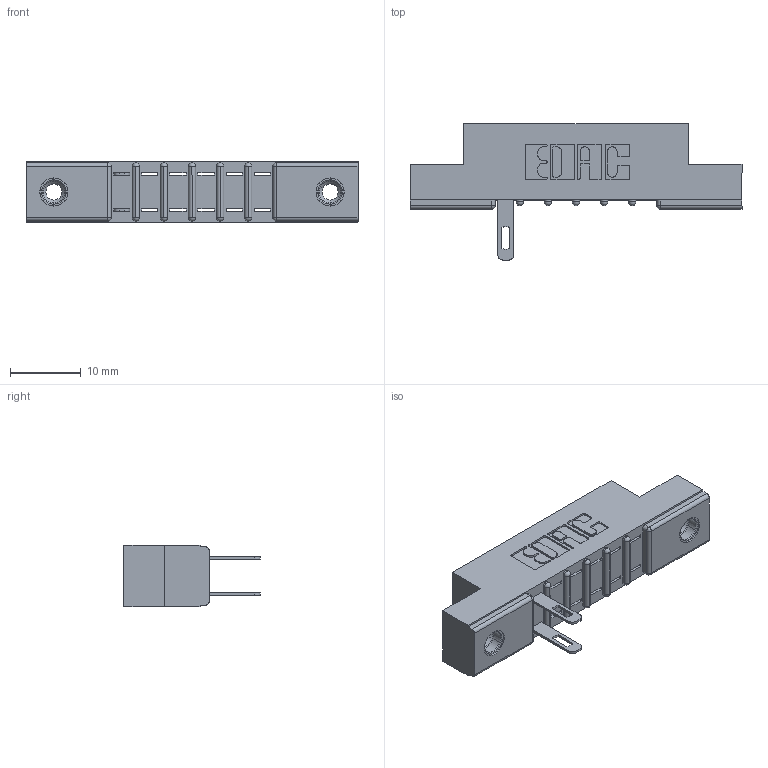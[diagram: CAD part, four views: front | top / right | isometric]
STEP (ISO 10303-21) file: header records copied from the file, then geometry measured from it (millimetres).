
FILE_DESCRIPTION (( 'STEP AP203' ), '1' );
FILE_NAME ('357-012-500-208.STEP', '2018-08-07T21:55:21', ( '' ), ( '' ), 'SwSTEP 2.0', 'SolidWorks 2016', '' );
FILE_SCHEMA (( 'CONFIG_CONTROL_DESIGN' ));
Length unit declared in the file: inch
Products named in the file (4): 307 Part_.156 Dia Mounting Holes; 307-290-001_500; 345-250-001_345-250-003-102; 357-012-500-208
Assembly tree (5 placements, depth 2):
  357-012-500-208
    307 Part_.156 Dia Mounting Holes
    307-290-001_500  x2
    345-250-001_345-250-003-102  x2
Bounding box: 46.79 x 19.18 x 8.71 mm (x, y, z)
Volume: 2931.9 mm3; surface area: 3632.9 mm2
Topology: 5 solids, 5 shells, 377 faces, 1039 edges, 662 vertices
Faces by surface type: plane 222, cylinder 125, sphere 14, cone 12, torus 4
Entity records: 10613 total; most frequent: CARTESIAN_POINT 1771, ORIENTED_EDGE 1754, DIRECTION 1751, EDGE_CURVE 877, VECTOR 655, LINE 655, VERTEX_POINT 568, AXIS2_PLACEMENT_3D 548
